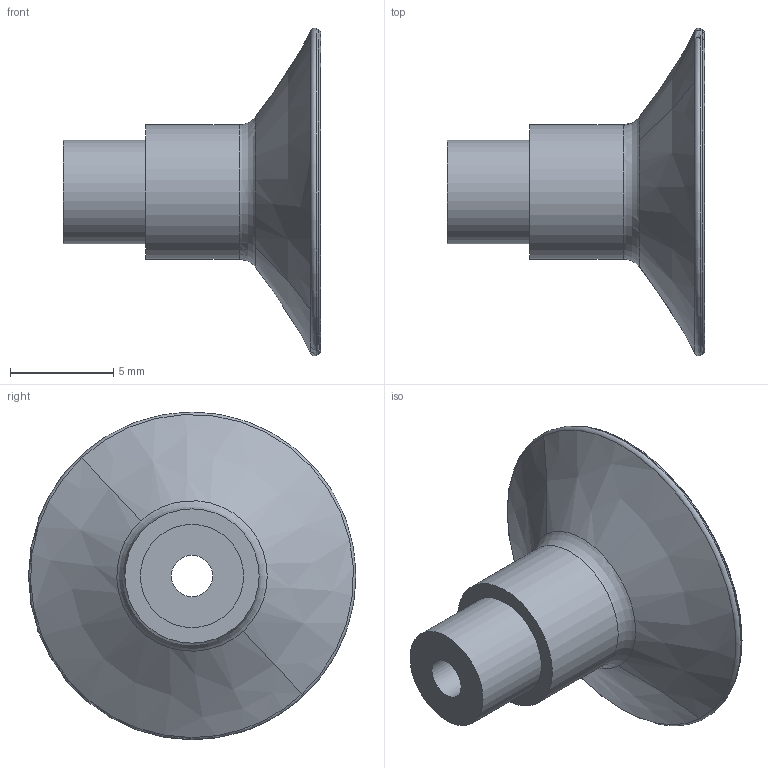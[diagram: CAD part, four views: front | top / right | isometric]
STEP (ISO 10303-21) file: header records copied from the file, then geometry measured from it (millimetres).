
FILE_DESCRIPTION(/* description */ (''),/* implementation_level */ '2;1');
FILE_NAME(/* name */ '3HAC047927-001.stp',/* time_stamp */ '2022-10-01T15:37:03+01:00',/* author */ ('romanp'),/* organization */ (''),/* preprocessor_version */ 'ST-DEVELOPER v19',/* originating_system */ 'Autodesk Inventor 2023',/* authorisation */ '');
FILE_SCHEMA (('AUTOMOTIVE_DESIGN { 1 0 10303 214 3 1 1 }'));
Length unit declared in the file: millimetre
Products named in the file (1): 3HAC047927-001
Bounding box: 12.46 x 15.87 x 15.87 mm (x, y, z)
Volume: 317.9 mm3; surface area: 681.6 mm2
Topology: 1 solids, 1 shells, 17 faces, 41 edges, 26 vertices
Faces by surface type: bspline 6, torus 4, cylinder 3, cone 2, plane 2
Full cylindrical faces by diameter (mm): 2 x1, 5 x1, 6.5 x1
Entity records: 672 total; most frequent: CARTESIAN_POINT 233, DIRECTION 89, ORIENTED_EDGE 82, AXIS2_PLACEMENT_3D 42, EDGE_CURVE 41, CIRCLE 30, VERTEX_POINT 26, EDGE_LOOP 19
